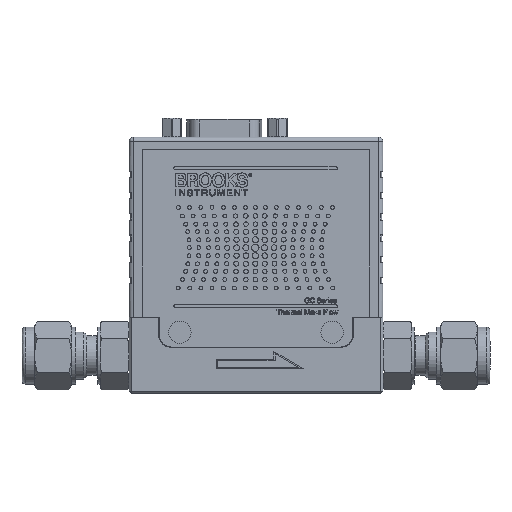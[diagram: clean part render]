
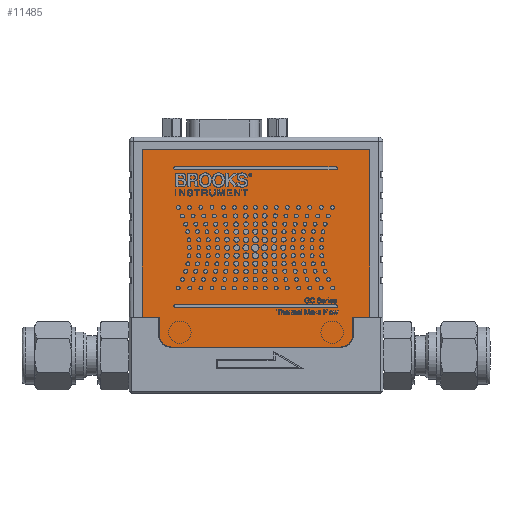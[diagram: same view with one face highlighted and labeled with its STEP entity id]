
A CAD part, top view. The second image highlights one B-rep face of the part: STEP entity #11485.
In plain terms, the highlighted planar face has unit normal (0, 0, 1).
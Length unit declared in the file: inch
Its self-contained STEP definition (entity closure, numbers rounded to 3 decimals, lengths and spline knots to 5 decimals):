
#325 = EDGE_CURVE ( 'NONE', #13422, #61667, #75386, .T. ) ;
#2225 = DIRECTION ( 'NONE',  ( 0., -1., 0. ) ) ;
#3597 = DIRECTION ( 'NONE',  ( 0., -1., 0. ) ) ;
#4709 = CARTESIAN_POINT ( 'NONE',  ( 0.70232, 0.13672, 0.49606 ) ) ;
#5099 = VECTOR ( 'NONE', #48405, 39.37008 ) ;
#5365 = ORIENTED_EDGE ( 'NONE', *, *, #14504, .T. ) ;
#5891 = DIRECTION ( 'NONE',  ( 0., 0., 1. ) ) ;
#7470 = LINE ( 'NONE', #99586, #56352 ) ;
#8485 = CARTESIAN_POINT ( 'NONE',  ( 0.86203, 0.35686, 0.49606 ) ) ;
#8679 = LINE ( 'NONE', #81419, #42843 ) ;
#8954 = CARTESIAN_POINT ( 'NONE',  ( -1.09651, 0.19525, 0.49606 ) ) ;
#8983 = DIRECTION ( 'NONE',  ( -1., 0., 0. ) ) ;
#9134 = ORIENTED_EDGE ( 'NONE', *, *, #27492, .T. ) ;
#11485 = ADVANCED_FACE ( 'NONE', ( #28334 ), #73640, .T. ) ;
#11994 = CARTESIAN_POINT ( 'NONE',  ( -1.25573, 1.91559, 0.49606 ) ) ;
#13085 = ORIENTED_EDGE ( 'NONE', *, *, #33789, .T. ) ;
#13374 = CARTESIAN_POINT ( 'NONE',  ( -1.25573, 0.35686, 0.49606 ) ) ;
#13422 = VERTEX_POINT ( 'NONE', #60694 ) ;
#14504 = EDGE_CURVE ( 'NONE', #83047, #47345, #72807, .T. ) ;
#14607 = VERTEX_POINT ( 'NONE', #53423 ) ;
#17871 = CARTESIAN_POINT ( 'NONE',  ( -1.25573, 0.11862, 0.49606 ) ) ;
#18315 = DIRECTION ( 'NONE',  ( 1., 0., 0. ) ) ;
#19165 = CARTESIAN_POINT ( 'NONE',  ( 0.67399, 0.11862, 0.49606 ) ) ;
#19782 = ORIENTED_EDGE ( 'NONE', *, *, #20796, .T. ) ;
#20796 = EDGE_CURVE ( 'NONE', #61667, #82190, #58104, .T. ) ;
#25533 = EDGE_CURVE ( 'NONE', #52671, #83047, #8679, .T. ) ;
#26578 = DIRECTION ( 'NONE',  ( 1., 0., 0. ) ) ;
#27492 = EDGE_CURVE ( 'NONE', #82045, #75680, #58078, .T. ) ;
#28334 = FACE_OUTER_BOUND ( 'NONE', #94808, .T. ) ;
#28498 = EDGE_CURVE ( 'NONE', #75680, #14607, #71867, .T. ) ;
#32352 = CARTESIAN_POINT ( 'NONE',  ( -1.05384, 0.08818, 0.49606 ) ) ;
#32720 = ORIENTED_EDGE ( 'NONE', *, *, #39827, .T. ) ;
#32824 = VECTOR ( 'NONE', #2225, 39.37008 ) ;
#33789 = EDGE_CURVE ( 'NONE', #47345, #82045, #7470, .T. ) ;
#39827 = EDGE_CURVE ( 'NONE', #14607, #13422, #41944, .T. ) ;
#40628 = ORIENTED_EDGE ( 'NONE', *, *, #46656, .T. ) ;
#40924 = CARTESIAN_POINT ( 'NONE',  ( -1.09651, 0.11862, 0.49606 ) ) ;
#41944 = LINE ( 'NONE', #40924, #32824 ) ;
#42843 = VECTOR ( 'NONE', #18315, 39.37008 ) ;
#43612 = VERTEX_POINT ( 'NONE', #51332 ) ;
#46058 = AXIS2_PLACEMENT_3D ( 'NONE', #19165, #5891, #50213 ) ;
#46656 = EDGE_CURVE ( 'NONE', #43612, #52671, #71299, .T. ) ;
#47345 = VERTEX_POINT ( 'NONE', #47670 ) ;
#47670 = CARTESIAN_POINT ( 'NONE',  ( 0.86203, 1.91559, 0.49606 ) ) ;
#48405 = DIRECTION ( 'NONE',  ( 0., 1., 0. ) ) ;
#50213 = DIRECTION ( 'NONE',  ( 1., 0., 0. ) ) ;
#50932 = CARTESIAN_POINT ( 'NONE',  ( 0.86203, 0.11862, 0.49606 ) ) ;
#51332 = CARTESIAN_POINT ( 'NONE',  ( 0.70232, 0.19525, 0.49606 ) ) ;
#52671 = VERTEX_POINT ( 'NONE', #91911 ) ;
#53423 = CARTESIAN_POINT ( 'NONE',  ( -1.09651, 0.35686, 0.49606 ) ) ;
#56352 = VECTOR ( 'NONE', #8983, 39.37008 ) ;
#57607 = CARTESIAN_POINT ( 'NONE',  ( 0.67399, 0.35686, 0.49606 ) ) ;
#58078 = LINE ( 'NONE', #17871, #90127 ) ;
#58104 = LINE ( 'NONE', #96271, #61999 ) ;
#58694 = CARTESIAN_POINT ( 'NONE',  ( 0.65964, 0.08818, 0.49606 ) ) ;
#60694 = CARTESIAN_POINT ( 'NONE',  ( -1.09651, 0.19525, 0.49606 ) ) ;
#61667 = VERTEX_POINT ( 'NONE', #70156 ) ;
#61999 = VECTOR ( 'NONE', #26578, 39.37008 ) ;
#62393 = CARTESIAN_POINT ( 'NONE',  ( -1.09651, 0.13672, 0.49606 ) ) ;
#65158 = DIRECTION ( 'NONE',  ( 0., 1., 0. ) ) ;
#67106 = EDGE_CURVE ( 'NONE', #82190, #43612, #94742, .T. ) ;
#67183 = ORIENTED_EDGE ( 'NONE', *, *, #67106, .T. ) ;
#69524 = CARTESIAN_POINT ( 'NONE',  ( -0.99793, 0.079, 0.49606 ) ) ;
#70156 = CARTESIAN_POINT ( 'NONE',  ( -0.99793, 0.079, 0.49606 ) ) ;
#71299 = LINE ( 'NONE', #87098, #5099 ) ;
#71867 = LINE ( 'NONE', #57607, #81844 ) ;
#72807 = LINE ( 'NONE', #50932, #78389 ) ;
#73640 = PLANE ( 'NONE',  #46058 ) ;
#74417 = ORIENTED_EDGE ( 'NONE', *, *, #325, .T. ) ;
#75386 = B_SPLINE_CURVE_WITH_KNOTS ( 'NONE', 3,
 ( #8954, #62393, #32352, #69524 ),
 .UNSPECIFIED., .F., .F.,
 ( 4, 4 ),
 ( 0., 0.00422 ),
 .UNSPECIFIED. ) ;
#75680 = VERTEX_POINT ( 'NONE', #13374 ) ;
#78389 = VECTOR ( 'NONE', #65158, 39.37008 ) ;
#81008 = DIRECTION ( 'NONE',  ( 1., 0., 0. ) ) ;
#81419 = CARTESIAN_POINT ( 'NONE',  ( 0.67399, 0.35686, 0.49606 ) ) ;
#81844 = VECTOR ( 'NONE', #81008, 39.37008 ) ;
#82045 = VERTEX_POINT ( 'NONE', #11994 ) ;
#82190 = VERTEX_POINT ( 'NONE', #82728 ) ;
#82728 = CARTESIAN_POINT ( 'NONE',  ( 0.60373, 0.079, 0.49606 ) ) ;
#83047 = VERTEX_POINT ( 'NONE', #8485 ) ;
#83635 = CARTESIAN_POINT ( 'NONE',  ( 0.60373, 0.079, 0.49606 ) ) ;
#87098 = CARTESIAN_POINT ( 'NONE',  ( 0.70232, 0.11862, 0.49606 ) ) ;
#90127 = VECTOR ( 'NONE', #3597, 39.37008 ) ;
#91911 = CARTESIAN_POINT ( 'NONE',  ( 0.70232, 0.35686, 0.49606 ) ) ;
#94742 = B_SPLINE_CURVE_WITH_KNOTS ( 'NONE', 3,
 ( #83635, #58694, #4709, #98866 ),
 .UNSPECIFIED., .F., .F.,
 ( 4, 4 ),
 ( 0., 0.00423 ),
 .UNSPECIFIED. ) ;
#94808 = EDGE_LOOP ( 'NONE', ( #67183, #40628, #99250, #5365, #13085, #9134, #99293, #32720, #74417, #19782 ) ) ;
#96271 = CARTESIAN_POINT ( 'NONE',  ( 0.67399, 0.079, 0.49606 ) ) ;
#98866 = CARTESIAN_POINT ( 'NONE',  ( 0.70232, 0.19525, 0.49606 ) ) ;
#99250 = ORIENTED_EDGE ( 'NONE', *, *, #25533, .T. ) ;
#99293 = ORIENTED_EDGE ( 'NONE', *, *, #28498, .T. ) ;
#99586 = CARTESIAN_POINT ( 'NONE',  ( 0.67399, 1.91559, 0.49606 ) ) ;
